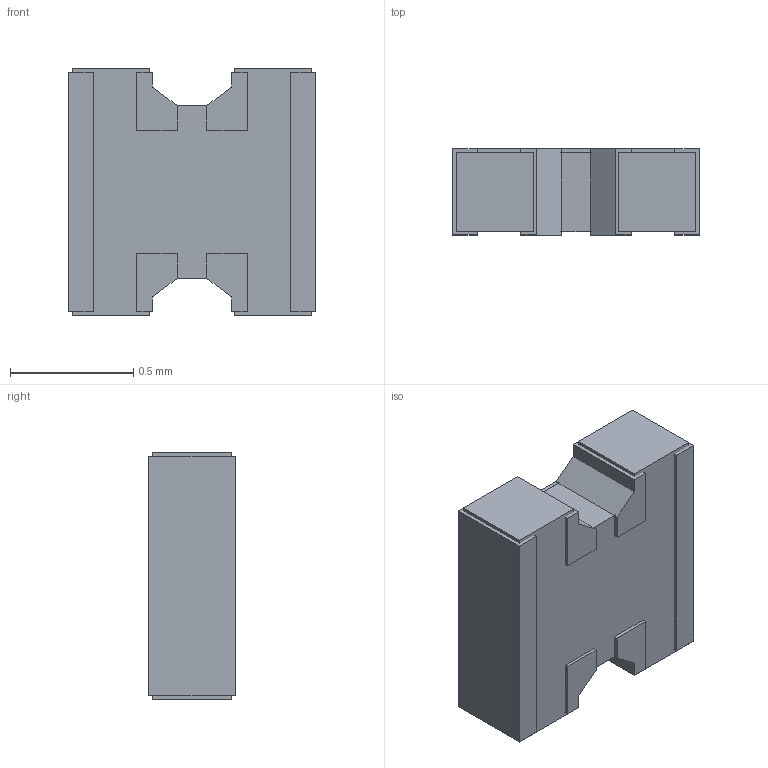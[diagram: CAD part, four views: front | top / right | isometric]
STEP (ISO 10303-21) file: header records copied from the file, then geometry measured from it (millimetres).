
FILE_DESCRIPTION(/* description */ (''),/* implementation_level */ '2;1');
FILE_NAME(/* name */ 'RAVF102D_stp.stp',/* time_stamp */ '2019-08-09T17:16:53-04:00',/* author */ ('mulla'),/* organization */ (''),/* preprocessor_version */ 'ST-DEVELOPER v16.1',/* originating_system */ 'Autodesk Inventor 2016',/* authorisation */ '');
FILE_SCHEMA (('AUTOMOTIVE_DESIGN { 1 0 10303 214 3 1 1 }'));
Length unit declared in the file: millimetre
Products named in the file (1): RAVF102D
Bounding box: 1 x 0.35 x 1 mm (x, y, z)
Volume: 0.4 mm3; surface area: 7.2 mm2
Topology: 8 solids, 8 shells, 76 faces, 176 edges, 116 vertices
Faces by surface type: plane 76
Entity records: 2210 total; most frequent: CARTESIAN_POINT 369, ORIENTED_EDGE 352, DIRECTION 330, LINE 176, VECTOR 176, EDGE_CURVE 176, VERTEX_POINT 116, AXIS2_PLACEMENT_3D 77
